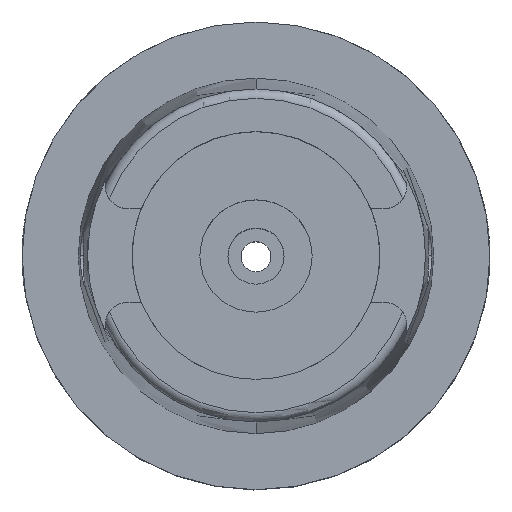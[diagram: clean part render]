
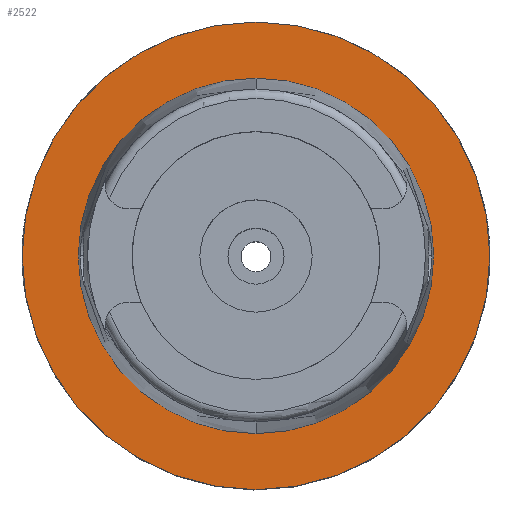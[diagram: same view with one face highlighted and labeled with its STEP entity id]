
A CAD part, top view. The second image highlights one B-rep face of the part: STEP entity #2522.
In plain terms, the highlighted planar face has unit normal (0, 0, 1).
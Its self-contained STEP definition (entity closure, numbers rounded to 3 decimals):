
#141 = AXIS2_PLACEMENT_3D ( 'NONE', #2462, #1236, #5122 ) ;
#145 = AXIS2_PLACEMENT_3D ( 'NONE', #4142, #4623, #4115 ) ;
#198 = CARTESIAN_POINT ( 'NONE',  ( 0., 0., 0. ) ) ;
#251 = CARTESIAN_POINT ( 'NONE',  ( 0., 38., 0. ) ) ;
#273 = CIRCLE ( 'NONE', #4415, 38. ) ;
#384 = FACE_OUTER_BOUND ( 'NONE', #2021, .T. ) ;
#415 = FACE_BOUND ( 'NONE', #3239, .T. ) ;
#548 = CIRCLE ( 'NONE', #3790, 50. ) ;
#725 = CARTESIAN_POINT ( 'NONE',  ( 0., -38., 0. ) ) ;
#866 = PLANE ( 'NONE',  #141 ) ;
#1051 = CARTESIAN_POINT ( 'NONE',  ( 0., -50., 0. ) ) ;
#1160 = DIRECTION ( 'NONE',  ( 0., -1., 0. ) ) ;
#1163 = VERTEX_POINT ( 'NONE', #1051 ) ;
#1236 = DIRECTION ( 'NONE',  ( 0., 0., 1. ) ) ;
#1374 = CARTESIAN_POINT ( 'NONE',  ( 0., 50., 0. ) ) ;
#1555 = ORIENTED_EDGE ( 'NONE', *, *, #1969, .F. ) ;
#1969 = EDGE_CURVE ( 'NONE', #1163, #4203, #5550, .T. ) ;
#2021 = EDGE_LOOP ( 'NONE', ( #3382, #1555 ) ) ;
#2357 = ORIENTED_EDGE ( 'NONE', *, *, #3801, .F. ) ;
#2462 = CARTESIAN_POINT ( 'NONE',  ( 0., 0., 0. ) ) ;
#2522 = ADVANCED_FACE ( 'NONE', ( #384, #415 ), #866, .T. ) ;
#2574 = CIRCLE ( 'NONE', #145, 38. ) ;
#2838 = DIRECTION ( 'NONE',  ( 0., 1., 0. ) ) ;
#3204 = CARTESIAN_POINT ( 'NONE',  ( 0., 0., 0. ) ) ;
#3239 = EDGE_LOOP ( 'NONE', ( #5299, #2357 ) ) ;
#3372 = EDGE_CURVE ( 'NONE', #4526, #5382, #2574, .T. ) ;
#3382 = ORIENTED_EDGE ( 'NONE', *, *, #4400, .F. ) ;
#3790 = AXIS2_PLACEMENT_3D ( 'NONE', #3204, #4100, #2838 ) ;
#3801 = EDGE_CURVE ( 'NONE', #5382, #4526, #273, .T. ) ;
#4100 = DIRECTION ( 'NONE',  ( 0., 0., -1. ) ) ;
#4115 = DIRECTION ( 'NONE',  ( 0., 1., 0. ) ) ;
#4142 = CARTESIAN_POINT ( 'NONE',  ( 0., 0., 0. ) ) ;
#4159 = DIRECTION ( 'NONE',  ( 0., 0., -1. ) ) ;
#4203 = VERTEX_POINT ( 'NONE', #1374 ) ;
#4279 = AXIS2_PLACEMENT_3D ( 'NONE', #4587, #4159, #1160 ) ;
#4400 = EDGE_CURVE ( 'NONE', #4203, #1163, #548, .T. ) ;
#4415 = AXIS2_PLACEMENT_3D ( 'NONE', #198, #4673, #5104 ) ;
#4526 = VERTEX_POINT ( 'NONE', #251 ) ;
#4587 = CARTESIAN_POINT ( 'NONE',  ( 0., 0., 0. ) ) ;
#4623 = DIRECTION ( 'NONE',  ( 0., 0., 1. ) ) ;
#4673 = DIRECTION ( 'NONE',  ( 0., 0., 1. ) ) ;
#5104 = DIRECTION ( 'NONE',  ( 0., -1., 0. ) ) ;
#5122 = DIRECTION ( 'NONE',  ( 1., 0., 0. ) ) ;
#5299 = ORIENTED_EDGE ( 'NONE', *, *, #3372, .F. ) ;
#5382 = VERTEX_POINT ( 'NONE', #725 ) ;
#5550 = CIRCLE ( 'NONE', #4279, 50. ) ;
